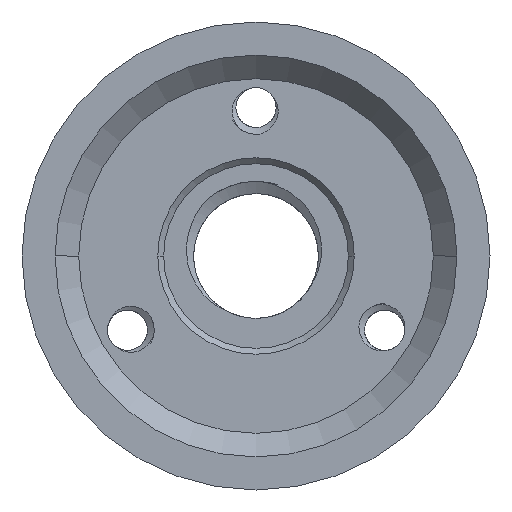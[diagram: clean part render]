
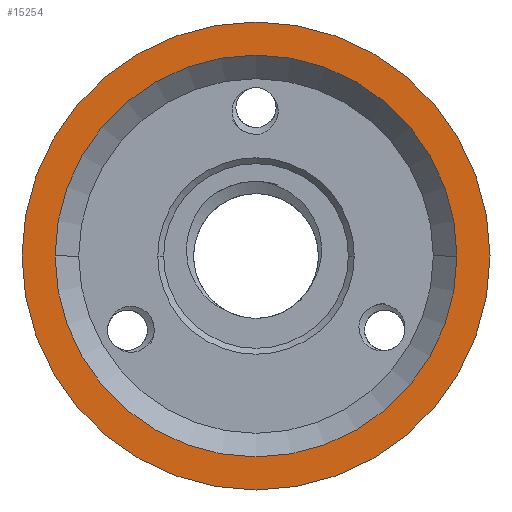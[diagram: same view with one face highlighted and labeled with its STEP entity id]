
A CAD part, front view. The second image highlights one B-rep face of the part: STEP entity #15254.
In plain terms, the highlighted planar face has unit normal (0, -1, 0).
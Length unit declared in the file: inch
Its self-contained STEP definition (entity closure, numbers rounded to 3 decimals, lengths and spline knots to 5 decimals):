
#513 = CIRCLE ( 'NONE', #5233, 0.79191 ) ;
#1431 = DIRECTION ( 'NONE',  ( 0., 1., 0. ) ) ;
#1607 = CARTESIAN_POINT ( 'NONE',  ( 0., -0.245, 0. ) ) ;
#2011 = ORIENTED_EDGE ( 'NONE', *, *, #16136, .F. ) ;
#2139 = CIRCLE ( 'NONE', #9857, 0.68 ) ;
#2296 = EDGE_LOOP ( 'NONE', ( #13295, #14745 ) ) ;
#2918 = VERTEX_POINT ( 'NONE', #5289 ) ;
#2964 = VERTEX_POINT ( 'NONE', #14400 ) ;
#3226 = DIRECTION ( 'NONE',  ( 0., 1., 0. ) ) ;
#4289 = DIRECTION ( 'NONE',  ( 0., 0., 1. ) ) ;
#4312 = CARTESIAN_POINT ( 'NONE',  ( 0., -0.245, 0. ) ) ;
#4364 = CARTESIAN_POINT ( 'NONE',  ( 0., -0.245, 0. ) ) ;
#4370 = EDGE_LOOP ( 'NONE', ( #2011, #16281 ) ) ;
#4488 = DIRECTION ( 'NONE',  ( 0., 1., 0. ) ) ;
#4670 = AXIS2_PLACEMENT_3D ( 'NONE', #4312, #4488, #5784 ) ;
#5233 = AXIS2_PLACEMENT_3D ( 'NONE', #15016, #3226, #8492 ) ;
#5289 = CARTESIAN_POINT ( 'NONE',  ( 0.68, -0.245, 0. ) ) ;
#5483 = CARTESIAN_POINT ( 'NONE',  ( 0., -0.245, 0. ) ) ;
#5784 = DIRECTION ( 'NONE',  ( 0., 0., 1. ) ) ;
#6445 = EDGE_CURVE ( 'NONE', #2964, #7094, #14824, .T. ) ;
#6902 = FACE_BOUND ( 'NONE', #2296, .T. ) ;
#7094 = VERTEX_POINT ( 'NONE', #14800 ) ;
#8272 = VERTEX_POINT ( 'NONE', #8467 ) ;
#8467 = CARTESIAN_POINT ( 'NONE',  ( -0.68, -0.245, 0. ) ) ;
#8492 = DIRECTION ( 'NONE',  ( 0., 0., 1. ) ) ;
#8536 = CIRCLE ( 'NONE', #14562, 0.68 ) ;
#9857 = AXIS2_PLACEMENT_3D ( 'NONE', #4364, #11087, #13741 ) ;
#9907 = PLANE ( 'NONE',  #4670 ) ;
#10860 = FACE_OUTER_BOUND ( 'NONE', #4370, .T. ) ;
#11087 = DIRECTION ( 'NONE',  ( 0., 1., 0. ) ) ;
#11958 = DIRECTION ( 'NONE',  ( 0., 1., 0. ) ) ;
#13295 = ORIENTED_EDGE ( 'NONE', *, *, #13375, .T. ) ;
#13375 = EDGE_CURVE ( 'NONE', #2918, #8272, #2139, .T. ) ;
#13741 = DIRECTION ( 'NONE',  ( -1., 0., 0. ) ) ;
#14400 = CARTESIAN_POINT ( 'NONE',  ( 0., -0.245, -0.79191 ) ) ;
#14562 = AXIS2_PLACEMENT_3D ( 'NONE', #5483, #1431, #16153 ) ;
#14745 = ORIENTED_EDGE ( 'NONE', *, *, #16583, .T. ) ;
#14800 = CARTESIAN_POINT ( 'NONE',  ( 0., -0.245, 0.79191 ) ) ;
#14824 = CIRCLE ( 'NONE', #17035, 0.79191 ) ;
#15016 = CARTESIAN_POINT ( 'NONE',  ( 0., -0.245, 0. ) ) ;
#15254 = ADVANCED_FACE ( 'NONE', ( #6902, #10860 ), #9907, .F. ) ;
#16136 = EDGE_CURVE ( 'NONE', #7094, #2964, #513, .T. ) ;
#16153 = DIRECTION ( 'NONE',  ( -1., 0., 0. ) ) ;
#16281 = ORIENTED_EDGE ( 'NONE', *, *, #6445, .F. ) ;
#16583 = EDGE_CURVE ( 'NONE', #8272, #2918, #8536, .T. ) ;
#17035 = AXIS2_PLACEMENT_3D ( 'NONE', #1607, #11958, #4289 ) ;
